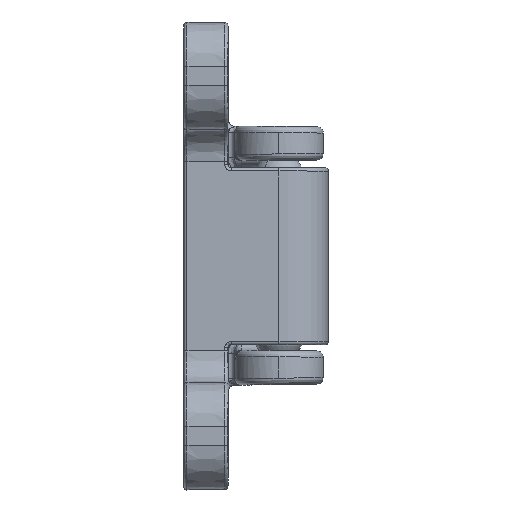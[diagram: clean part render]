
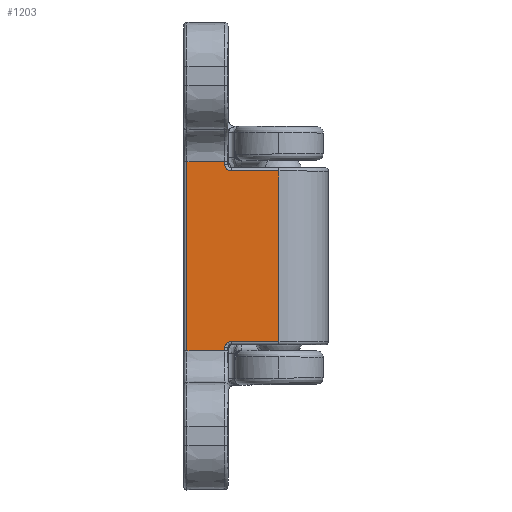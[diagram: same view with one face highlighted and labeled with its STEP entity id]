
A CAD part, top view. The second image highlights one B-rep face of the part: STEP entity #1203.
In plain terms, the highlighted planar face has unit normal (0.009, 0, 1).
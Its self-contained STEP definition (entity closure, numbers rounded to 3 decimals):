
#1203=ADVANCED_FACE('NONE',(#2541),#2542,.T.);
#2541=FACE_OUTER_BOUND('',#5499,.T.);
#2542=PLANE('',#5500);
#5499=EDGE_LOOP('',(#8853,#8854,#8855,#8856,#8857,#8858,#8859,#8860,#8861,#8862));
#5500=AXIS2_PLACEMENT_3D('',#8863,#8864,#8865);
#8853=ORIENTED_EDGE('',*,*,#11179,.T.);
#8854=ORIENTED_EDGE('',*,*,#11180,.T.);
#8855=ORIENTED_EDGE('',*,*,#11181,.T.);
#8856=ORIENTED_EDGE('',*,*,#11182,.T.);
#8857=ORIENTED_EDGE('',*,*,#11183,.F.);
#8858=ORIENTED_EDGE('',*,*,#11184,.T.);
#8859=ORIENTED_EDGE('',*,*,#11185,.T.);
#8860=ORIENTED_EDGE('',*,*,#11186,.T.);
#8861=ORIENTED_EDGE('',*,*,#11187,.F.);
#8862=ORIENTED_EDGE('',*,*,#11188,.T.);
#8863=CARTESIAN_POINT('',(0.,20.0,8.0));
#8864=DIRECTION('',(0.009,0.,1.));
#8865=DIRECTION('',(0.,-1.0,0.));
#11179=EDGE_CURVE('NONE',#13259,#13260,#13261,.T.);
#11180=EDGE_CURVE('NONE',#13260,#13262,#13263,.T.);
#11181=EDGE_CURVE('NONE',#13262,#13264,#13265,.T.);
#11182=EDGE_CURVE('NONE',#13264,#13266,#13267,.T.);
#11183=EDGE_CURVE('NONE',#13268,#13266,#13269,.T.);
#11184=EDGE_CURVE('NONE',#13268,#13270,#13271,.T.);
#11185=EDGE_CURVE('NONE',#13270,#13272,#13273,.T.);
#11186=EDGE_CURVE('NONE',#13272,#13274,#13275,.T.);
#11187=EDGE_CURVE('NONE',#13276,#13274,#13277,.T.);
#11188=EDGE_CURVE('NONE',#13276,#13259,#13278,.T.);
#13259=VERTEX_POINT('NONE',#16934);
#13260=VERTEX_POINT('NONE',#16935);
#13261=LINE('',#16936,#16937);
#13262=VERTEX_POINT('NONE',#16938);
#13263=LINE('',#16939,#16940);
#13264=VERTEX_POINT('NONE',#16941);
#13265=LINE('',#16942,#16943);
#13266=VERTEX_POINT('NONE',#16944);
#13267=LINE('',#16945,#16946);
#13268=VERTEX_POINT('NONE',#16947);
#13269=(B_SPLINE_CURVE(3,(#16949,#16950,#16951,#16952),.UNSPECIFIED.,.F.,.F.)B_SPLINE_CURVE_WITH_KNOTS((4,4),(4.712,6.283),.UNSPECIFIED.)RATIONAL_B_SPLINE_CURVE((1.0,0.805,0.805,1.0))BOUNDED_CURVE()REPRESENTATION_ITEM('')GEOMETRIC_REPRESENTATION_ITEM()CURVE());
#13270=VERTEX_POINT('NONE',#16959);
#13271=LINE('',#16960,#16961);
#13272=VERTEX_POINT('NONE',#16962);
#13273=LINE('',#16963,#16964);
#13274=VERTEX_POINT('NONE',#16965);
#13275=LINE('',#16966,#16967);
#13276=VERTEX_POINT('NONE',#16968);
#13277=(B_SPLINE_CURVE(3,(#16970,#16971,#16972,#16973),.UNSPECIFIED.,.F.,.F.)B_SPLINE_CURVE_WITH_KNOTS((4,4),(3.142,4.712),.UNSPECIFIED.)RATIONAL_B_SPLINE_CURVE((1.0,0.805,0.805,1.0))BOUNDED_CURVE()REPRESENTATION_ITEM('')GEOMETRIC_REPRESENTATION_ITEM()CURVE());
#13278=LINE('',#16980,#16981);
#16934=CARTESIAN_POINT('',(6.504,15.0,7.943));
#16935=CARTESIAN_POINT('',(0.504,15.0,7.996));
#16936=CARTESIAN_POINT('',(0.,15.0,8.0));
#16937=VECTOR('',#19160,1000.0);
#16938=CARTESIAN_POINT('',(0.504,-15.0,7.996));
#16939=CARTESIAN_POINT('',(0.504,20.0,7.996));
#16940=VECTOR('',#19161,1000.0);
#16941=CARTESIAN_POINT('',(6.504,-15.0,7.943));
#16942=CARTESIAN_POINT('',(0.,-15.0,8.0));
#16943=VECTOR('',#19162,1000.0);
#16944=CARTESIAN_POINT('',(6.504,-14.5,7.943));
#16945=CARTESIAN_POINT('',(6.504,-14.0,7.943));
#16946=VECTOR('',#19163,1000.0);
#16947=CARTESIAN_POINT('',(7.504,-13.5,7.935));
#16949=CARTESIAN_POINT('',(7.504,-13.5,7.935));
#16950=CARTESIAN_POINT('',(6.919,-13.5,7.94));
#16951=CARTESIAN_POINT('',(6.504,-13.914,7.943));
#16952=CARTESIAN_POINT('',(6.504,-14.5,7.943));
#16959=CARTESIAN_POINT('',(15.069,-13.5,7.868));
#16960=CARTESIAN_POINT('',(15.069,-13.5,7.868));
#16961=VECTOR('',#19164,1000.0);
#16962=CARTESIAN_POINT('',(15.069,13.5,7.868));
#16963=CARTESIAN_POINT('',(15.069,-14.0,7.868));
#16964=VECTOR('',#19165,1000.0);
#16965=CARTESIAN_POINT('',(7.504,13.5,7.935));
#16966=CARTESIAN_POINT('',(0.,13.5,8.0));
#16967=VECTOR('',#19166,1000.0);
#16968=CARTESIAN_POINT('',(6.504,14.5,7.943));
#16970=CARTESIAN_POINT('',(6.504,14.5,7.943));
#16971=CARTESIAN_POINT('',(6.504,13.914,7.943));
#16972=CARTESIAN_POINT('',(6.919,13.5,7.94));
#16973=CARTESIAN_POINT('',(7.504,13.5,7.935));
#16980=CARTESIAN_POINT('',(6.504,15.0,7.943));
#16981=VECTOR('',#19167,1000.0);
#19160=DIRECTION('',(-1.,0.,0.009));
#19161=DIRECTION('',(0.,-1.0,0.));
#19162=DIRECTION('',(1.,0.,-0.009));
#19163=DIRECTION('',(0.,1.0,0.));
#19164=DIRECTION('',(1.,0.,-0.009));
#19165=DIRECTION('',(0.,1.0,0.));
#19166=DIRECTION('',(-1.,0.,0.009));
#19167=DIRECTION('',(0.,1.0,0.));
